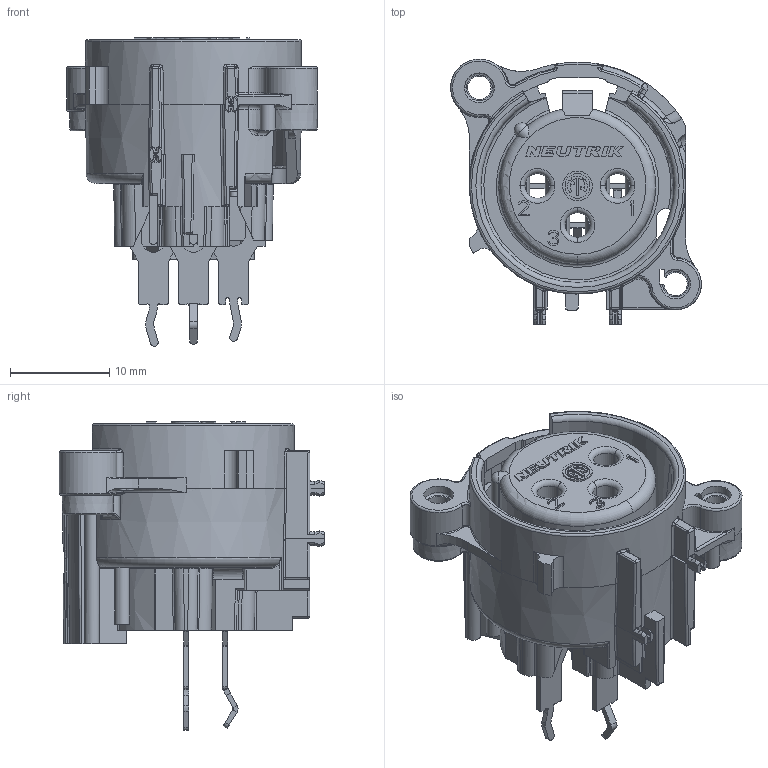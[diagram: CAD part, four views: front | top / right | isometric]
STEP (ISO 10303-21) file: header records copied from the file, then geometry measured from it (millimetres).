
FILE_DESCRIPTION((''),'2;1');
FILE_NAME('NC3FAV-0','2023-11-17T11:45:43',('phk'),(''),'CREO PARAMETRIC BY PTC INC, 2021184','CREO PARAMETRIC BY PTC INC, 2021184','');
FILE_SCHEMA(('AP242_MANAGED_MODEL_BASED_3D_ENGINEERING_MIM_LF { 1 0 10303 442 1 1 4 }'));
Products named in the file (1): NC3FAV-0
Bounding box: 25.3 x 26.8 x 31.11 mm (x, y, z)
Volume: 4263.6 mm3; surface area: 7182.8 mm2
Topology: 1 solids, 1 shells, 1626 faces, 4457 edges, 2791 vertices
Faces by surface type: plane 807, cylinder 407, bspline 221, torus 115, cone 45, sphere 28, extrusion 2, revolution 1
Entity records: 69272 total; most frequent: CARTESIAN_POINT 18941, ORIENTED_EDGE 8896, DIRECTION 7473, EDGE_CURVE 4448, VERTEX_POINT 2791, VECTOR 2620, LINE 2618, AXIS2_PLACEMENT_3D 2426
